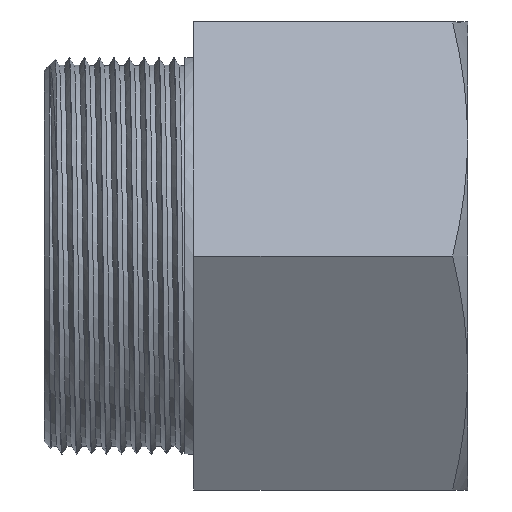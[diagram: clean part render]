
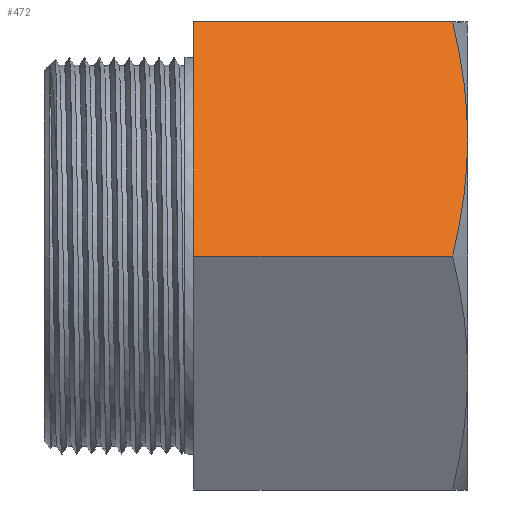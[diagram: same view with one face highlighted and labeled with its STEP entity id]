
A CAD part, front view. The second image highlights one B-rep face of the part: STEP entity #472.
In plain terms, the highlighted planar face has unit normal (0, -0.866, 0.5).
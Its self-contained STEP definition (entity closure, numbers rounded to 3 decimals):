
#15=(
BOUNDED_CURVE()
B_SPLINE_CURVE(2,(#5433,#5434,#5435),.UNSPECIFIED.,.F.,.F.)
B_SPLINE_CURVE_WITH_KNOTS((3,3),(1.392,2.762),
 .UNSPECIFIED.)
CURVE()
GEOMETRIC_REPRESENTATION_ITEM()
RATIONAL_B_SPLINE_CURVE((1.,1.039,1.001))
REPRESENTATION_ITEM('')
);
#16=(
BOUNDED_CURVE()
B_SPLINE_CURVE(2,(#5437,#5438,#5439),.UNSPECIFIED.,.F.,.F.)
B_SPLINE_CURVE_WITH_KNOTS((3,3),(0.022,1.392),
 .UNSPECIFIED.)
CURVE()
GEOMETRIC_REPRESENTATION_ITEM()
RATIONAL_B_SPLINE_CURVE((1.001,1.039,1.))
REPRESENTATION_ITEM('')
);
#27=LINE('',#5429,#39);
#28=LINE('',#5431,#40);
#29=LINE('',#5440,#41);
#39=VECTOR('',#592,10.);
#40=VECTOR('',#593,10.);
#41=VECTOR('',#594,10.);
#53=PLANE('',#519);
#100=FACE_OUTER_BOUND('',#138,.T.);
#138=EDGE_LOOP('',(#372,#373,#374,#375,#376));
#226=VERTEX_POINT('',#5427);
#227=VERTEX_POINT('',#5428);
#228=VERTEX_POINT('',#5430);
#229=VERTEX_POINT('',#5432);
#230=VERTEX_POINT('',#5436);
#279=EDGE_CURVE('',#226,#227,#27,.T.);
#280=EDGE_CURVE('',#228,#226,#28,.T.);
#281=EDGE_CURVE('',#229,#228,#15,.T.);
#282=EDGE_CURVE('',#230,#229,#16,.T.);
#283=EDGE_CURVE('',#227,#230,#29,.T.);
#372=ORIENTED_EDGE('',*,*,#279,.F.);
#373=ORIENTED_EDGE('',*,*,#280,.F.);
#374=ORIENTED_EDGE('',*,*,#281,.F.);
#375=ORIENTED_EDGE('',*,*,#282,.F.);
#376=ORIENTED_EDGE('',*,*,#283,.F.);
#472=ADVANCED_FACE('',(#100),#53,.F.);
#519=AXIS2_PLACEMENT_3D('',#5426,#590,#591);
#590=DIRECTION('center_axis',(0.,0.866,-0.5));
#591=DIRECTION('ref_axis',(0.,-0.5,-0.866));
#592=DIRECTION('',(0.,0.5,0.866));
#593=DIRECTION('',(-1.,0.,0.));
#594=DIRECTION('',(1.,0.,0.));
#5426=CARTESIAN_POINT('Origin',(0.,-13.444,
23.714));
#5427=CARTESIAN_POINT('',(-27.5,-27.135,0.));
#5428=CARTESIAN_POINT('',(-27.5,-13.568,23.5));
#5429=CARTESIAN_POINT('',(-27.5,-13.49,23.634));
#5430=CARTESIAN_POINT('',(-1.499,-27.135,0.));
#5431=CARTESIAN_POINT('',(0.,-27.135,0.));
#5432=CARTESIAN_POINT('',(0.,-20.352,11.75));
#5433=CARTESIAN_POINT('Ctrl Pts',(0.,-20.352,
11.75));
#5434=CARTESIAN_POINT('Ctrl Pts',(0.,-23.5,6.297));
#5435=CARTESIAN_POINT('Ctrl Pts',(-1.499,-27.135,0.));
#5436=CARTESIAN_POINT('',(-1.499,-13.568,23.5));
#5437=CARTESIAN_POINT('Ctrl Pts',(-1.499,-13.568,23.5));
#5438=CARTESIAN_POINT('Ctrl Pts',(0.,-17.203,
17.203));
#5439=CARTESIAN_POINT('Ctrl Pts',(0.,-20.352,
11.75));
#5440=CARTESIAN_POINT('',(0.,-13.568,23.5));
